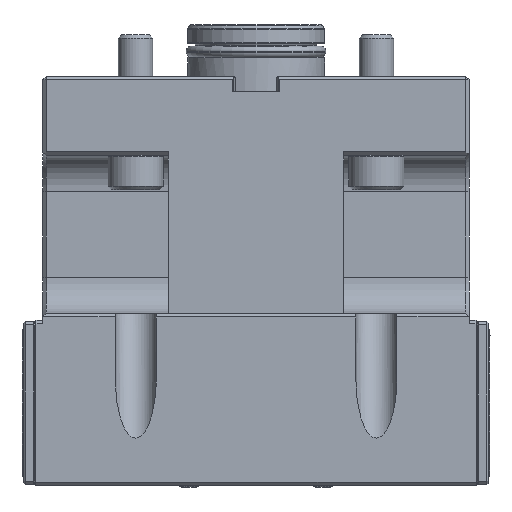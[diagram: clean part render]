
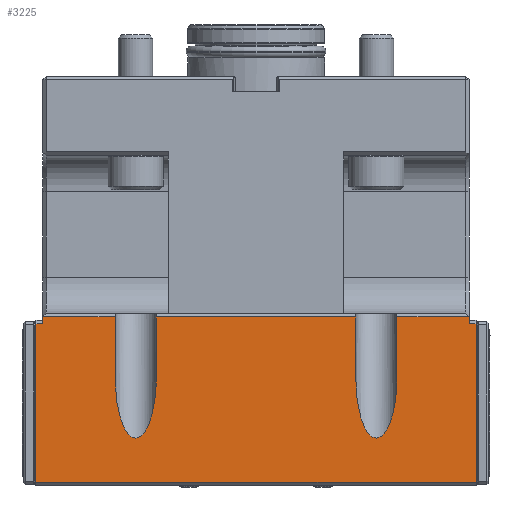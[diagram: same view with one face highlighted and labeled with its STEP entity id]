
A CAD part, front view. The second image highlights one B-rep face of the part: STEP entity #3225.
In plain terms, the highlighted planar face has unit normal (0, -1, 0).
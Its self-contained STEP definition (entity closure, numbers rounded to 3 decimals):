
#39=ELLIPSE('',#9317,17.525,5.994);
#42=ELLIPSE('',#9324,17.525,5.994);
#635=LINE('',#15166,#1444);
#638=LINE('',#15172,#1447);
#640=LINE('',#15176,#1449);
#644=LINE('',#15184,#1453);
#648=LINE('',#15196,#1457);
#649=LINE('',#15198,#1458);
#654=LINE('',#15208,#1463);
#659=LINE('',#15220,#1468);
#736=LINE('',#15463,#1545);
#746=LINE('',#15479,#1555);
#751=LINE('',#15489,#1560);
#754=LINE('',#15496,#1563);
#852=LINE('',#15772,#1661);
#853=LINE('',#15774,#1662);
#1444=VECTOR('',#11066,1.);
#1447=VECTOR('',#11071,1.);
#1449=VECTOR('',#11075,1.);
#1453=VECTOR('',#11081,1.);
#1457=VECTOR('',#11093,1.);
#1458=VECTOR('',#11096,1.);
#1463=VECTOR('',#11103,1.);
#1468=VECTOR('',#11118,1.);
#1545=VECTOR('',#11323,1.);
#1555=VECTOR('',#11339,1.);
#1560=VECTOR('',#11346,1.);
#1563=VECTOR('',#11351,1.);
#1661=VECTOR('',#11587,1.);
#1662=VECTOR('',#11590,1.);
#2384=PLANE('',#9466);
#2755=FACE_OUTER_BOUND('',#4229,.T.);
#3225=ADVANCED_FACE('',(#2755),#2384,.T.);
#4229=EDGE_LOOP('',(#6309,#6310,#6311,#6312,#6313,#6314,#6315,#6316,#6317,
#6318,#6319,#6320,#6321,#6322,#6323,#6324));
#6309=ORIENTED_EDGE('',*,*,#8297,.F.);
#6310=ORIENTED_EDGE('',*,*,#8295,.T.);
#6311=ORIENTED_EDGE('',*,*,#8290,.T.);
#6312=ORIENTED_EDGE('',*,*,#8289,.T.);
#6313=ORIENTED_EDGE('',*,*,#8284,.F.);
#6314=ORIENTED_EDGE('',*,*,#8283,.T.);
#6315=ORIENTED_EDGE('',*,*,#8279,.T.);
#6316=ORIENTED_EDGE('',*,*,#8409,.T.);
#6317=ORIENTED_EDGE('',*,*,#8277,.T.);
#6318=ORIENTED_EDGE('',*,*,#8419,.T.);
#6319=ORIENTED_EDGE('',*,*,#8424,.T.);
#6320=ORIENTED_EDGE('',*,*,#8427,.T.);
#6321=ORIENTED_EDGE('',*,*,#8556,.T.);
#6322=ORIENTED_EDGE('',*,*,#8557,.T.);
#6323=ORIENTED_EDGE('',*,*,#8302,.T.);
#6324=ORIENTED_EDGE('',*,*,#8274,.T.);
#7192=VERTEX_POINT('',#14940);
#7264=VERTEX_POINT('',#15161);
#7266=VERTEX_POINT('',#15165);
#7267=VERTEX_POINT('',#15169);
#7268=VERTEX_POINT('',#15171);
#7270=VERTEX_POINT('',#15177);
#7271=VERTEX_POINT('',#15181);
#7273=VERTEX_POINT('',#15187);
#7276=VERTEX_POINT('',#15194);
#7277=VERTEX_POINT('',#15199);
#7280=VERTEX_POINT('',#15206);
#7283=VERTEX_POINT('',#15221);
#7354=VERTEX_POINT('',#15480);
#7357=VERTEX_POINT('',#15488);
#7360=VERTEX_POINT('',#15495);
#7441=VERTEX_POINT('',#15771);
#8274=EDGE_CURVE('',#7264,#7266,#635,.T.);
#8277=EDGE_CURVE('',#7267,#7268,#638,.T.);
#8279=EDGE_CURVE('',#7270,#7192,#640,.T.);
#8283=EDGE_CURVE('',#7271,#7270,#644,.T.);
#8284=EDGE_CURVE('',#7271,#7273,#39,.T.);
#8289=EDGE_CURVE('',#7276,#7273,#648,.T.);
#8290=EDGE_CURVE('',#7277,#7276,#649,.T.);
#8295=EDGE_CURVE('',#7280,#7277,#654,.T.);
#8297=EDGE_CURVE('',#7280,#7266,#42,.T.);
#8302=EDGE_CURVE('',#7283,#7264,#659,.T.);
#8409=EDGE_CURVE('',#7192,#7267,#736,.T.);
#8419=EDGE_CURVE('',#7268,#7354,#746,.T.);
#8424=EDGE_CURVE('',#7354,#7357,#751,.T.);
#8427=EDGE_CURVE('',#7357,#7360,#754,.T.);
#8556=EDGE_CURVE('',#7360,#7441,#852,.T.);
#8557=EDGE_CURVE('',#7441,#7283,#853,.T.);
#9317=AXIS2_PLACEMENT_3D('',#15186,#11084,#11085);
#9324=AXIS2_PLACEMENT_3D('',#15211,#11108,#11109);
#9466=AXIS2_PLACEMENT_3D('',#15775,#11591,#11592);
#11066=DIRECTION('',(0.,0.,-1.));
#11071=DIRECTION('',(-1.,0.,0.));
#11075=DIRECTION('',(-1.,0.,0.));
#11081=DIRECTION('',(0.,0.,1.));
#11084=DIRECTION('',(0.,-1.,0.));
#11085=DIRECTION('',(0.,0.,-1.));
#11093=DIRECTION('',(0.,0.,-1.));
#11096=DIRECTION('',(-1.,0.,0.));
#11103=DIRECTION('',(0.,0.,1.));
#11108=DIRECTION('',(0.,-1.,0.));
#11109=DIRECTION('',(0.,0.,1.));
#11118=DIRECTION('',(-1.,0.,0.));
#11323=DIRECTION('',(0.,0.,-1.));
#11339=DIRECTION('',(0.,0.,-1.));
#11346=DIRECTION('',(1.,0.,0.));
#11351=DIRECTION('',(0.,0.,1.));
#11587=DIRECTION('',(-1.,0.,0.));
#11590=DIRECTION('',(0.,0.,1.));
#11591=DIRECTION('',(0.,-1.,0.));
#11592=DIRECTION('',(-1.,0.,0.));
#14940=CARTESIAN_POINT('',(-61.938,-49.95,-69.997));
#15161=CARTESIAN_POINT('',(40.959,-49.95,-69.997));
#15165=CARTESIAN_POINT('',(40.959,-49.95,-87.648));
#15166=CARTESIAN_POINT('',(40.959,-49.95,-118.948));
#15169=CARTESIAN_POINT('',(-61.938,-49.95,-71.995));
#15171=CARTESIAN_POINT('',(-63.936,-49.95,-71.995));
#15172=CARTESIAN_POINT('',(-63.936,-49.95,-71.995));
#15176=CARTESIAN_POINT('',(-63.936,-49.95,-69.997));
#15177=CARTESIAN_POINT('',(-40.959,-49.95,-69.997));
#15181=CARTESIAN_POINT('',(-40.959,-49.95,-87.648));
#15184=CARTESIAN_POINT('',(-40.959,-49.95,-118.948));
#15186=CARTESIAN_POINT('',(-34.965,-49.95,-87.648));
#15187=CARTESIAN_POINT('',(-28.971,-49.95,-87.648));
#15194=CARTESIAN_POINT('',(-28.971,-49.95,-69.997));
#15196=CARTESIAN_POINT('',(-28.971,-49.95,-118.948));
#15198=CARTESIAN_POINT('',(-63.936,-49.95,-69.997));
#15199=CARTESIAN_POINT('',(28.971,-49.95,-69.997));
#15206=CARTESIAN_POINT('',(28.971,-49.95,-87.648));
#15208=CARTESIAN_POINT('',(28.971,-49.95,-118.948));
#15211=CARTESIAN_POINT('',(34.965,-49.95,-87.648));
#15220=CARTESIAN_POINT('',(-63.936,-49.95,-69.997));
#15221=CARTESIAN_POINT('',(61.938,-49.95,-69.997));
#15463=CARTESIAN_POINT('',(-61.938,-49.95,-70.996));
#15479=CARTESIAN_POINT('',(-63.936,-49.95,-70.996));
#15480=CARTESIAN_POINT('',(-63.936,-49.95,-117.949));
#15488=CARTESIAN_POINT('',(63.936,-49.95,-117.949));
#15489=CARTESIAN_POINT('',(63.936,-49.95,-117.949));
#15495=CARTESIAN_POINT('',(63.936,-49.95,-71.995));
#15496=CARTESIAN_POINT('',(63.936,-49.95,-70.996));
#15771=CARTESIAN_POINT('',(61.938,-49.95,-71.995));
#15772=CARTESIAN_POINT('',(61.938,-49.95,-71.995));
#15774=CARTESIAN_POINT('',(61.938,-49.95,-70.996));
#15775=CARTESIAN_POINT('',(-63.936,-49.95,-118.948));
